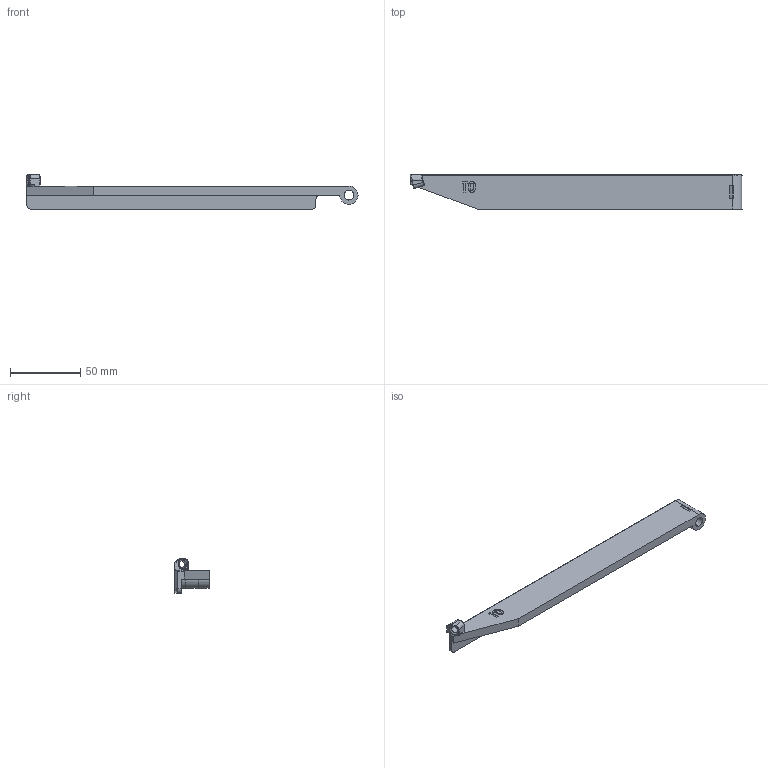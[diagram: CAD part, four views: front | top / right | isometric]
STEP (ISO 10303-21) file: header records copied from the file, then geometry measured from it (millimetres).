
FILE_DESCRIPTION (( 'STEP AP203' ), '1' );
FILE_NAME ('PR2115_A-B-C_TubeGuideArm_AngledDown_RevR.STEP', '2023-08-31T19:50:30', ( '' ), ( '' ), 'SwSTEP 2.0', 'SolidWorks 2022', '' );
FILE_SCHEMA (( 'CONFIG_CONTROL_DESIGN' ));
Length unit declared in the file: millimetre
Products named in the file (1): PR2115_A-B-C_TubeGuideArm_AngledDown_RevR
Bounding box: 237.05 x 24.45 x 24.5 mm (x, y, z)
Volume: 44424.3 mm3; surface area: 19650.5 mm2
Topology: 1 solids, 1 shells, 133 faces, 385 edges, 245 vertices
Faces by surface type: plane 65, cylinder 32, bspline 24, torus 6, cone 6
Entity records: 5699 total; most frequent: CARTESIAN_POINT 2224, ORIENTED_EDGE 768, DIRECTION 642, EDGE_CURVE 384, VERTEX_POINT 245, LINE 228, VECTOR 228, AXIS2_PLACEMENT_3D 207
